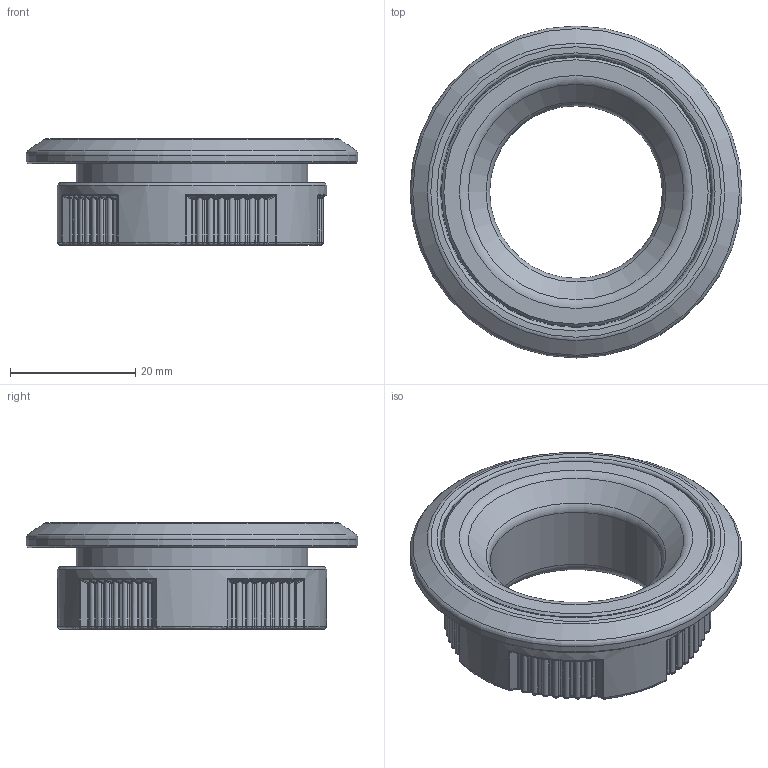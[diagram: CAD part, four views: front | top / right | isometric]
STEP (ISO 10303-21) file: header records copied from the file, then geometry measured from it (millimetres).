
FILE_DESCRIPTION(/* description */ (''),/* implementation_level */ '2;1');
FILE_NAME(/* name */ '',/* time_stamp */ '2022-10-16T16:35:27+03:00',/* author */ ('Владлен Боровиков'),/* organization */ (''),/* preprocessor_version */ 'ST-DEVELOPER v19.2',/* originating_system */ 'Autodesk Inventor 2023',/* authorisation */ '');
FILE_SCHEMA (('AUTOMOTIVE_DESIGN { 1 0 10303 214 3 1 1 }'));
Length unit declared in the file: millimetre
Products named in the file (1): Гильза задней 
панели большая
Bounding box: 53 x 53 x 17 mm (x, y, z)
Volume: 13821.1 mm3; surface area: 13000.1 mm2
Topology: 3 solids, 3 shells, 612 faces, 1318 edges, 704 vertices
Faces by surface type: cylinder 193, torus 176, sphere 115, bspline 92, plane 19, cone 17
Full cylindrical faces by diameter (mm): 27.552 x1, 35.8 x3, 36.4 x3, 37 x1, 37.4 x1, 43 x2, 43.4 x1, 53 x1
Entity records: 24587 total; most frequent: CARTESIAN_POINT 11490, DIRECTION 2999, ORIENTED_EDGE 2616, AXIS2_PLACEMENT_3D 1381, EDGE_CURVE 1308, CIRCLE 860, VERTEX_POINT 704, EDGE_LOOP 620
